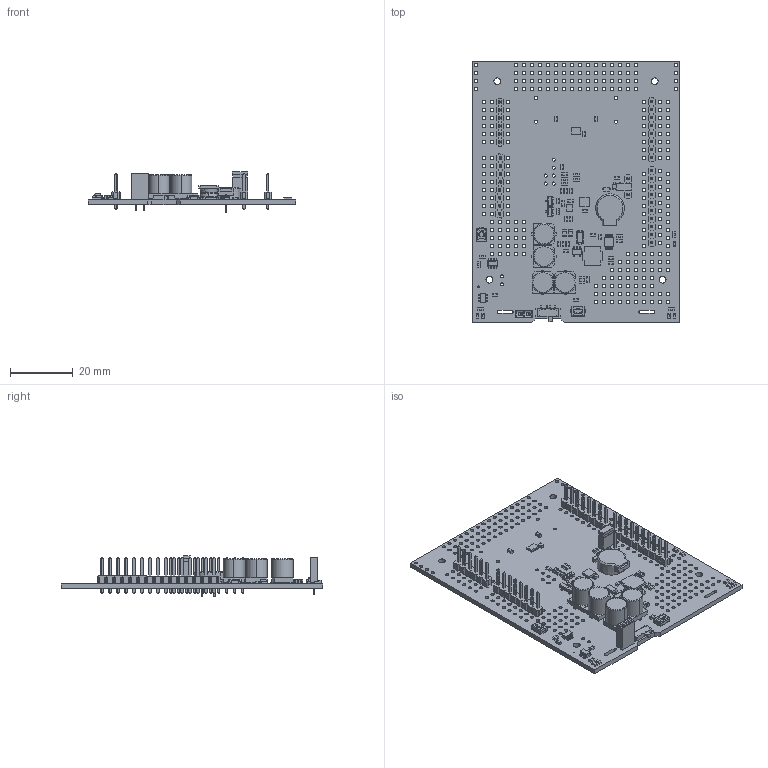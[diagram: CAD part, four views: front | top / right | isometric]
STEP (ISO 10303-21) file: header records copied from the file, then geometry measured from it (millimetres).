
FILE_DESCRIPTION (( 'STEP AP214' ), '1' );
FILE_NAME ('zumo-shield-for-arduino.step', '2020-09-08T16:33:53', ( '' ), ( '' ), 'SwSTEP 2.0', 'SolidWorks 2020', '' );
FILE_SCHEMA (( 'AUTOMOTIVE_DESIGN' ));
Length unit declared in the file: inch
Products named in the file (1): zumo-shield-for-arduino
Bounding box: 66.04 x 83.06 x 13 mm (x, y, z)
Volume: 10660.9 mm3; surface area: 16946.3 mm2
Topology: 9 solids, 9 shells, 4075 faces, 10823 edges, 6903 vertices
Faces by surface type: plane 2832, cylinder 1039, bspline 155, sphere 20, torus 20, cone 9
Entity records: 184274 total; most frequent: CARTESIAN_POINT 28850, ORIENTED_EDGE 21622, DIRECTION 20065, EDGE_CURVE 10811, VECTOR 8265, LINE 8265, VERTEX_POINT 6903, AXIS2_PLACEMENT_3D 5900
